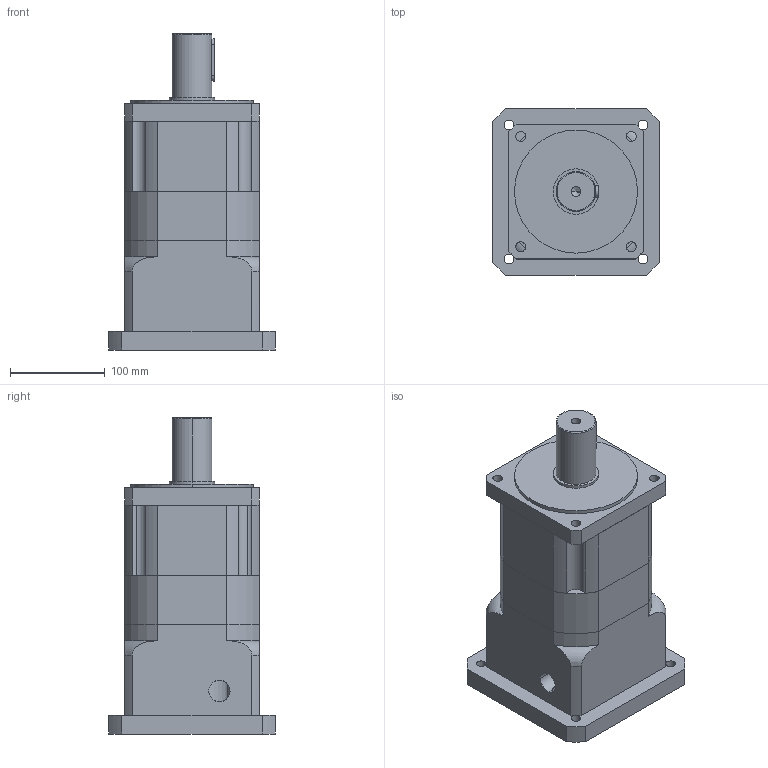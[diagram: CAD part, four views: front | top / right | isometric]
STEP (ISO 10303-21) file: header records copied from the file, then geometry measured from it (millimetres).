
FILE_DESCRIPTION (( 'STEP AP214' ), '1' );
FILE_NAME ('DA150-PX-L2-XX-42-114.3-200-M12_2019.STEP', '2019-03-13T05:41:19', ( 'Y' ), ( 'NCU' ), 'SwSTEP 2.0', 'SolidWorks 2016', '' );
FILE_SCHEMA (( 'AUTOMOTIVE_DESIGN' ));
Length unit declared in the file: millimetre
Products named in the file (1): DA150-PX-L2-XX-42-114.3-200-M12_2019
Bounding box: 176 x 176 x 334 mm (x, y, z)
Volume: 4770878 mm3; surface area: 425958.5 mm2
Topology: 4 solids, 8 shells, 278 faces, 667 edges, 430 vertices
Faces by surface type: cylinder 145, plane 109, cone 18, torus 6
Entity records: 9924 total; most frequent: CARTESIAN_POINT 2170, DIRECTION 1494, ORIENTED_EDGE 1314, EDGE_CURVE 657, AXIS2_PLACEMENT_3D 586, VERTEX_POINT 430, EDGE_LOOP 337, VECTOR 322
